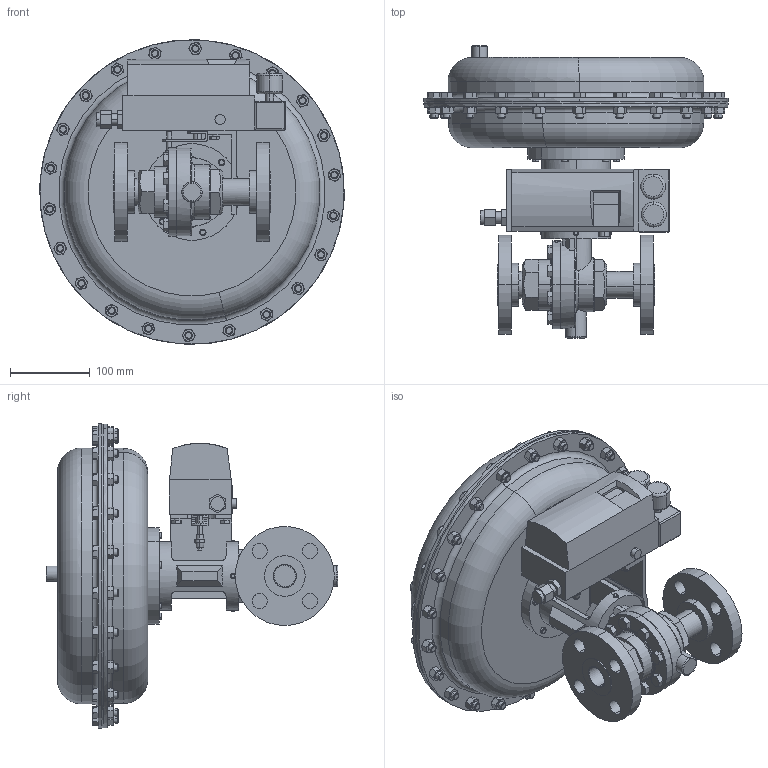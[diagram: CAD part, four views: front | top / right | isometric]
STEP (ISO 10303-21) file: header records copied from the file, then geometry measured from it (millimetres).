
FILE_DESCRIPTION (( 'STEP AP203' ), '1' );
FILE_NAME ('70SP-100-DI+BR-F3-85M-16IQ.STEP', '2017-09-11T17:56:21', ( '' ), ( '' ), 'SwSTEP 2.0', 'SolidWorks 2014', '' );
FILE_SCHEMA (( 'CONFIG_CONTROL_DESIGN' ));
Length unit declared in the file: inch
Products named in the file (1): 70SP-100-DI+BR-F3-85M-16IQ
Bounding box: 380.96 x 365.29 x 380.89 mm (x, y, z)
Volume: 11776106.5 mm3; surface area: 597273.4 mm2
Topology: 1 solids, 1 shells, 1423 faces, 3285 edges, 1990 vertices
Faces by surface type: plane 602, cone 534, cylinder 214, bspline 38, torus 33, sphere 2
Entity records: 51096 total; most frequent: CARTESIAN_POINT 20321, ORIENTED_EDGE 6562, DIRECTION 6016, EDGE_CURVE 3281, AXIS2_PLACEMENT_3D 2419, VERTEX_POINT 1990, EDGE_LOOP 1573, ADVANCED_FACE 1423
